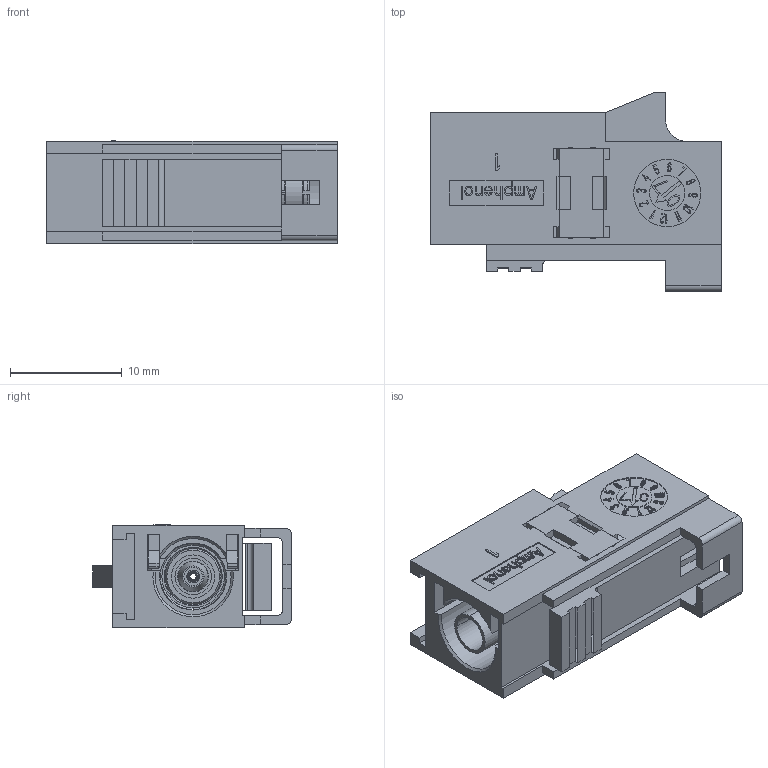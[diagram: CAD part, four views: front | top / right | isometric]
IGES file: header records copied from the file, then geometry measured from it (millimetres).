
Start section:  PTC IGES file: FA1-NASJ-C01-6.igs
Global section: file name: FA1-NASJ-C01-6.igs; native system: Pro/ENGINEER by Parametric Technology Corporation; preprocessor: 2010280; author: Admin; organization: Unknown; date: 20111011.164025; units: millimetre
Bounding box: 26 x 17.8 x 9.3 mm (x, y, z)
Surface area: 3264.2 mm2 (no closed solid volume)
Topology: 0 solids, 0 shells, 298 faces, 2940 edges, 2940 vertices
Faces by surface type: bspline 199, revolution 99
